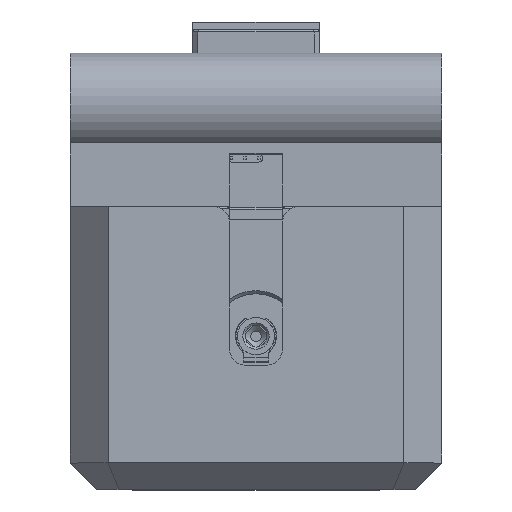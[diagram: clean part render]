
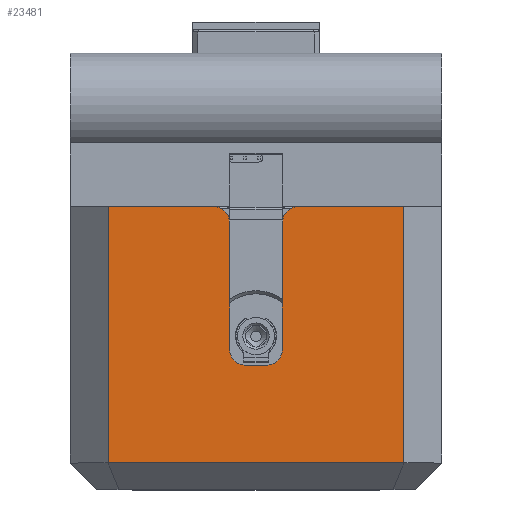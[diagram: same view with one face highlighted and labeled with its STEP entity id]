
A CAD part, top view. The second image highlights one B-rep face of the part: STEP entity #23481.
In plain terms, the highlighted planar face has unit normal (0, 0, 1).
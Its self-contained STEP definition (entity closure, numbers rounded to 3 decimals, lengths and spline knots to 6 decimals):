
#1348=CIRCLE('',#25958,0.003);
#1349=CIRCLE('',#25959,0.003);
#1350=CIRCLE('',#25960,0.003);
#1351=CIRCLE('',#25961,0.003);
#5852=ORIENTED_EDGE('',*,*,#10837,.F.);
#5853=ORIENTED_EDGE('',*,*,#10838,.T.);
#5854=ORIENTED_EDGE('',*,*,#10839,.F.);
#5855=ORIENTED_EDGE('',*,*,#10840,.T.);
#5856=ORIENTED_EDGE('',*,*,#10841,.T.);
#5857=ORIENTED_EDGE('',*,*,#10842,.F.);
#5858=ORIENTED_EDGE('',*,*,#10843,.T.);
#5859=ORIENTED_EDGE('',*,*,#10844,.T.);
#5860=ORIENTED_EDGE('',*,*,#10845,.T.);
#5861=ORIENTED_EDGE('',*,*,#10846,.T.);
#5862=ORIENTED_EDGE('',*,*,#10847,.T.);
#5863=ORIENTED_EDGE('',*,*,#10848,.T.);
#10837=EDGE_CURVE('',#13659,#13660,#15503,.T.);
#10838=EDGE_CURVE('',#13659,#13661,#1348,.T.);
#10839=EDGE_CURVE('',#13662,#13661,#15504,.T.);
#10840=EDGE_CURVE('',#13662,#13663,#15505,.T.);
#10841=EDGE_CURVE('',#13663,#13664,#15506,.T.);
#10842=EDGE_CURVE('',#13665,#13664,#15507,.T.);
#10843=EDGE_CURVE('',#13665,#13666,#15508,.T.);
#10844=EDGE_CURVE('',#13666,#13667,#1349,.T.);
#10845=EDGE_CURVE('',#13667,#13668,#15509,.T.);
#10846=EDGE_CURVE('',#13668,#13669,#1350,.F.);
#10847=EDGE_CURVE('',#13669,#13670,#15510,.T.);
#10848=EDGE_CURVE('',#13670,#13660,#1351,.F.);
#13659=VERTEX_POINT('',#52475);
#13660=VERTEX_POINT('',#52476);
#13661=VERTEX_POINT('',#52478);
#13662=VERTEX_POINT('',#52480);
#13663=VERTEX_POINT('',#52482);
#13664=VERTEX_POINT('',#52484);
#13665=VERTEX_POINT('',#52486);
#13666=VERTEX_POINT('',#52488);
#13667=VERTEX_POINT('',#52490);
#13668=VERTEX_POINT('',#52492);
#13669=VERTEX_POINT('',#52494);
#13670=VERTEX_POINT('',#52496);
#15503=LINE('',#52474,#17579);
#15504=LINE('',#52479,#17580);
#15505=LINE('',#52481,#17581);
#15506=LINE('',#52483,#17582);
#15507=LINE('',#52485,#17583);
#15508=LINE('',#52487,#17584);
#15509=LINE('',#52491,#17585);
#15510=LINE('',#52495,#17586);
#17579=VECTOR('',#30187,1.);
#17580=VECTOR('',#30190,1.);
#17581=VECTOR('',#30191,1.);
#17582=VECTOR('',#30192,1.);
#17583=VECTOR('',#30193,1.);
#17584=VECTOR('',#30194,1.);
#17585=VECTOR('',#30197,1.);
#17586=VECTOR('',#30200,1.);
#19639=EDGE_LOOP('',(#5852,#5853,#5854,#5855,#5856,#5857,#5858,#5859,#5860,
#5861,#5862,#5863));
#21271=FACE_BOUND('',#19639,.T.);
#22347=PLANE('',#25957);
#23481=ADVANCED_FACE('',(#21271),#22347,.T.);
#25957=AXIS2_PLACEMENT_3D('',#52473,#30185,#30186);
#25958=AXIS2_PLACEMENT_3D('',#52477,#30188,#30189);
#25959=AXIS2_PLACEMENT_3D('',#52489,#30195,#30196);
#25960=AXIS2_PLACEMENT_3D('',#52493,#30198,#30199);
#25961=AXIS2_PLACEMENT_3D('',#52497,#30201,#30202);
#30185=DIRECTION('',(0.,0.,1.));
#30186=DIRECTION('',(1.,0.,0.));
#30187=DIRECTION('',(0.,-1.,0.));
#30188=DIRECTION('',(0.,0.,1.));
#30189=DIRECTION('',(1.,0.,0.));
#30190=DIRECTION('',(1.,0.,0.));
#30191=DIRECTION('',(0.,-1.,0.));
#30192=DIRECTION('',(1.,0.,0.));
#30193=DIRECTION('',(0.,-1.,0.));
#30194=DIRECTION('',(-1.,0.,0.));
#30195=DIRECTION('',(0.,0.,1.));
#30196=DIRECTION('',(1.,0.,0.));
#30197=DIRECTION('',(0.,-1.,0.));
#30198=DIRECTION('',(0.,0.,1.));
#30199=DIRECTION('',(1.,0.,0.));
#30200=DIRECTION('',(-1.,0.,0.));
#30201=DIRECTION('',(0.,0.,1.));
#30202=DIRECTION('',(1.,0.,0.));
#52473=CARTESIAN_POINT('',(0.,-0.00225,0.01295));
#52474=CARTESIAN_POINT('',(-0.005,0.0095,0.01295));
#52475=CARTESIAN_POINT('',(-0.005,0.0215,0.01295));
#52476=CARTESIAN_POINT('',(-0.005,-0.0025,0.01295));
#52477=CARTESIAN_POINT('',(-0.008,0.0215,0.01295));
#52478=CARTESIAN_POINT('',(-0.008,0.0245,0.01295));
#52479=CARTESIAN_POINT('',(-0.027999,0.0245,0.01295));
#52480=CARTESIAN_POINT('',(-0.027978,0.0245,0.01295));
#52481=CARTESIAN_POINT('',(-0.027978,0.024502,0.01295));
#52482=CARTESIAN_POINT('',(-0.027978,-0.024,0.01295));
#52483=CARTESIAN_POINT('',(0.,-0.024,0.01295));
#52484=CARTESIAN_POINT('',(0.027978,-0.024,0.01295));
#52485=CARTESIAN_POINT('',(0.027978,0.024502,0.01295));
#52486=CARTESIAN_POINT('',(0.027978,0.0245,0.01295));
#52487=CARTESIAN_POINT('',(0.027999,0.0245,0.01295));
#52488=CARTESIAN_POINT('',(0.008,0.0245,0.01295));
#52489=CARTESIAN_POINT('',(0.008,0.0215,0.01295));
#52490=CARTESIAN_POINT('',(0.005,0.0215,0.01295));
#52491=CARTESIAN_POINT('',(0.005,0.0095,0.01295));
#52492=CARTESIAN_POINT('',(0.005,-0.0025,0.01295));
#52493=CARTESIAN_POINT('',(0.002,-0.0025,0.01295));
#52494=CARTESIAN_POINT('',(0.002,-0.0055,0.01295));
#52495=CARTESIAN_POINT('',(0.,-0.0055,0.01295));
#52496=CARTESIAN_POINT('',(-0.002,-0.0055,0.01295));
#52497=CARTESIAN_POINT('',(-0.002,-0.0025,0.01295));
